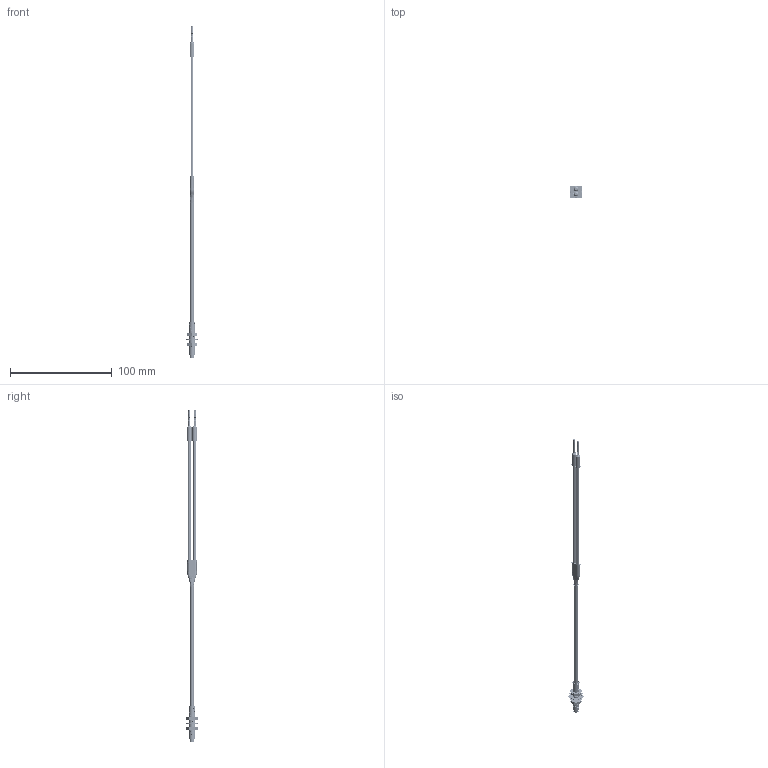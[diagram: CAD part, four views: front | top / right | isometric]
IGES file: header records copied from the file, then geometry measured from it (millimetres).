
Start section:  PTC IGES file: 191566.igs
Global section: file name: 191566.igs; native system: Creo Parametric by Parametric Technology Corporation; preprocessor: 2013230; author: pdmadmin; organization: Unknown; date: 20160216.152551; units: millimetre
Bounding box: 11.44 x 11.44 x 326.61 mm (x, y, z)
Volume: 2441.1 mm3; surface area: 112692.4 mm2
Topology: 15 solids, 17 shells, 2468 faces, 12058 edges, 15371 vertices
Faces by surface type: revolution 1910, bspline 558
